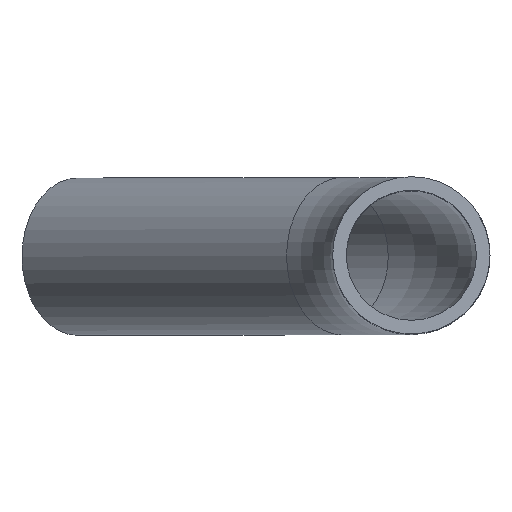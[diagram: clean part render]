
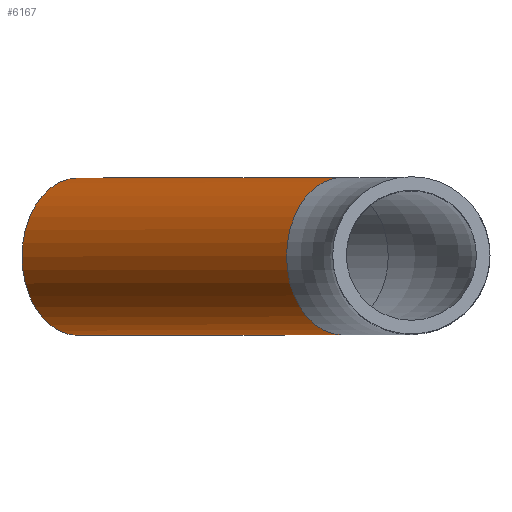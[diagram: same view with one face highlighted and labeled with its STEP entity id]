
A CAD part, top view. The second image highlights one B-rep face of the part: STEP entity #6167.
In plain terms, the highlighted cylindrical face has radius 9.525 mm (diameter 19.05 mm), a full revolution.
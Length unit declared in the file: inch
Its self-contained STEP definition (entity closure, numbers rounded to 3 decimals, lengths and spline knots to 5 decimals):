
#77=FACE_BOUND('',#1097,.T.);
#722=FACE_OUTER_BOUND('',#1096,.T.);
#1096=EDGE_LOOP('',(#5765));
#1097=EDGE_LOOP('',(#5766));
#1230=CIRCLE('',#6489,0.375);
#1231=CIRCLE('',#6490,0.375);
#3020=VERTEX_POINT('',#13833);
#3021=VERTEX_POINT('',#13835);
#3937=EDGE_CURVE('',#3020,#3020,#1230,.T.);
#3938=EDGE_CURVE('',#3021,#3021,#1231,.T.);
#5765=ORIENTED_EDGE('',*,*,#3937,.T.);
#5766=ORIENTED_EDGE('',*,*,#3938,.F.);
#5806=CYLINDRICAL_SURFACE('',#6488,0.375);
#6167=ADVANCED_FACE('',(#722,#77),#5806,.T.);
#6488=AXIS2_PLACEMENT_3D('',#13832,#7537,#7538);
#6489=AXIS2_PLACEMENT_3D('',#13834,#7539,#7540);
#6490=AXIS2_PLACEMENT_3D('',#13836,#7541,#7542);
#7537=DIRECTION('center_axis',(-0.707,0.,-0.707));
#7538=DIRECTION('ref_axis',(0.707,0.,-0.707));
#7539=DIRECTION('center_axis',(0.707,0.,0.707));
#7540=DIRECTION('ref_axis',(0.707,0.,-0.707));
#7541=DIRECTION('center_axis',(0.707,0.,0.707));
#7542=DIRECTION('ref_axis',(-0.707,0.,0.707));
#13832=CARTESIAN_POINT('Origin',(-0.3295,0.,-0.7955));
#13833=CARTESIAN_POINT('',(-1.85615,0.,-1.79181));
#13834=CARTESIAN_POINT('Origin',(-1.59098,0.,
-2.05697));
#13835=CARTESIAN_POINT('',(-0.3295,-0.375,-0.7955));
#13836=CARTESIAN_POINT('Origin',(-0.3295,0.,-0.7955));
